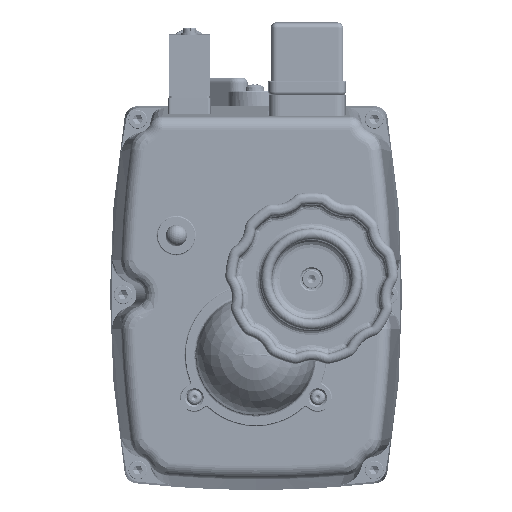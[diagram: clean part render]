
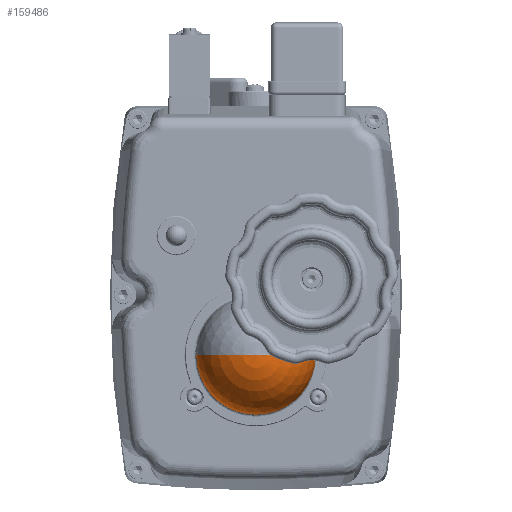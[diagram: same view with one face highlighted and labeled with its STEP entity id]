
A CAD part, left-side view. The second image highlights one B-rep face of the part: STEP entity #159486.
In plain terms, the highlighted spherical face has radius 22.5 mm.
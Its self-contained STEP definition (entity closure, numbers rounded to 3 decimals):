
#1085 = DIRECTION ( 'NONE',  ( 0., 1., 0. ) ) ;
#2070 = DIRECTION ( 'NONE',  ( 0., 0., -1. ) ) ;
#7362 = CIRCLE ( 'NONE', #191272, 22.487 ) ;
#12234 = EDGE_LOOP ( 'NONE', ( #82543, #55344 ) ) ;
#21919 = EDGE_CURVE ( 'NONE', #98196, #49572, #7362, .T. ) ;
#28339 = CARTESIAN_POINT ( 'NONE',  ( 5.736, 44.873, 46.232 ) ) ;
#45058 = DIRECTION ( 'NONE',  ( 0., -1., 0. ) ) ;
#49572 = VERTEX_POINT ( 'NONE', #109806 ) ;
#55344 = ORIENTED_EDGE ( 'NONE', *, *, #21919, .F. ) ;
#55643 = CIRCLE ( 'NONE', #139821, 22.5 ) ;
#75271 = SPHERICAL_SURFACE ( 'NONE', #99431, 22.5 ) ;
#82543 = ORIENTED_EDGE ( 'NONE', *, *, #137898, .T. ) ;
#89926 = DIRECTION ( 'NONE',  ( 0., 0., -1. ) ) ;
#98196 = VERTEX_POINT ( 'NONE', #28339 ) ;
#99431 = AXIS2_PLACEMENT_3D ( 'NONE', #134792, #2070, #1085 ) ;
#106462 = FACE_OUTER_BOUND ( 'NONE', #12234, .T. ) ;
#108158 = DIRECTION ( 'NONE',  ( 1., 0., 0. ) ) ;
#109806 = CARTESIAN_POINT ( 'NONE',  ( 5.736, -0.1, 46.232 ) ) ;
#118897 = CARTESIAN_POINT ( 'NONE',  ( 5.736, 22.387, 45.46 ) ) ;
#134792 = CARTESIAN_POINT ( 'NONE',  ( 5.736, 22.387, 45.46 ) ) ;
#137898 = EDGE_CURVE ( 'NONE', #98196, #49572, #55643, .T. ) ;
#139821 = AXIS2_PLACEMENT_3D ( 'NONE', #118897, #108158, #178451 ) ;
#149473 = CARTESIAN_POINT ( 'NONE',  ( 5.736, 22.387, 46.232 ) ) ;
#159486 = ADVANCED_FACE ( 'NONE', ( #106462 ), #75271, .T. ) ;
#178451 = DIRECTION ( 'NONE',  ( 0., 0., 1. ) ) ;
#191272 = AXIS2_PLACEMENT_3D ( 'NONE', #149473, #89926, #45058 ) ;
